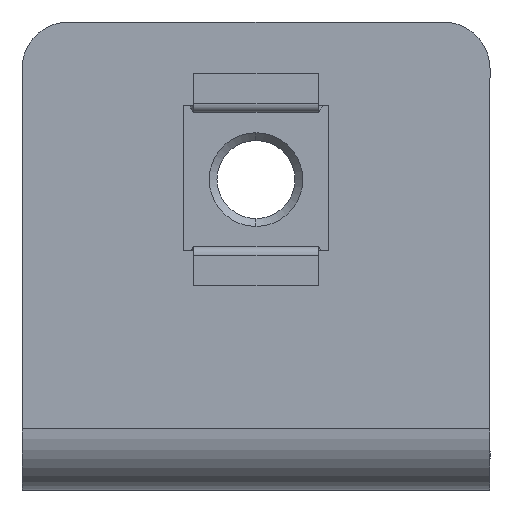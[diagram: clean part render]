
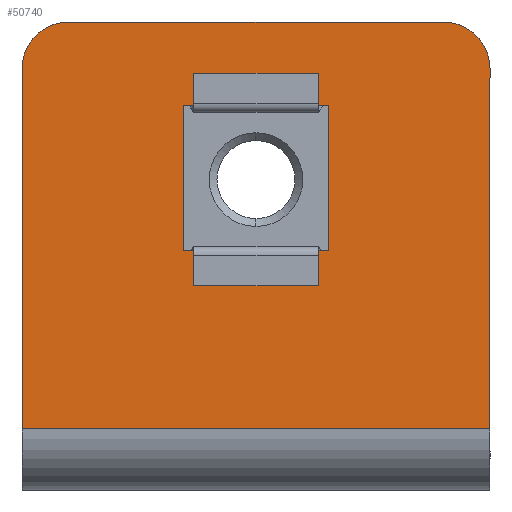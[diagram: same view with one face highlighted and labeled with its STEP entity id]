
A CAD part, front view. The second image highlights one B-rep face of the part: STEP entity #50740.
In plain terms, the highlighted face is planar.
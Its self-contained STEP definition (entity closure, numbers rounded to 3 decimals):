
#48660=CARTESIAN_POINT('',(5.,35.,1.42));
#48670=VERTEX_POINT('',#48660);
#48700=CARTESIAN_POINT('',(5.,35.,-33.5));
#48710=DIRECTION('',(0.,0.,-1.));
#48720=VECTOR('',#48710,1.);
#48730=LINE('',#48700,#48720);
#48740=CARTESIAN_POINT('',(5.,35.,24.5));
#48750=VERTEX_POINT('',#48740);
#48760=EDGE_CURVE('',#48750,#48670,#48730,.T.);
#48920=CARTESIAN_POINT('',(8.,35.,24.5));
#48930=DIRECTION('',(0.,-1.,0.));
#48940=DIRECTION('',(0.,0.,1.));
#48950=AXIS2_PLACEMENT_3D('',#48920,#48930,#48940);
#48960=CIRCLE('',#48950,3.);
#48970=CARTESIAN_POINT('',(8.,35.,27.5));
#48980=VERTEX_POINT('',#48970);
#48990=EDGE_CURVE('',#48980,#48750,#48960,.T.);
#49220=CARTESIAN_POINT('',(35.,35.,24.5));
#49230=VERTEX_POINT('',#49220);
#49260=CARTESIAN_POINT('',(35.,35.,1.5));
#49270=DIRECTION('',(0.,0.,1.));
#49280=VECTOR('',#49270,1.);
#49290=LINE('',#49260,#49280);
#49300=CARTESIAN_POINT('',(35.,35.,1.42));
#49310=VERTEX_POINT('',#49300);
#49320=EDGE_CURVE('',#49310,#49230,#49290,.T.);
#49620=CARTESIAN_POINT('',(35.,35.,27.5));
#49630=DIRECTION('',(-1.,0.,0.));
#49640=VECTOR('',#49630,1.);
#49650=LINE('',#49620,#49640);
#49660=CARTESIAN_POINT('',(32.,35.,27.5));
#49670=VERTEX_POINT('',#49660);
#49680=EDGE_CURVE('',#49670,#48980,#49650,.T.);
#50100=CARTESIAN_POINT('',(0.,35.,1.42));
#50110=DIRECTION('',(-1.,0.,0.));
#50120=VECTOR('',#50110,1.);
#50130=LINE('',#50100,#50120);
#50140=EDGE_CURVE('',#49310,#48670,#50130,.T.);
#50210=CARTESIAN_POINT('',(35.,35.,1.5));
#50220=DIRECTION('',(0.,1.,0.));
#50230=DIRECTION('',(-1.,0.,0.));
#50240=AXIS2_PLACEMENT_3D('',#50210,#50220,#50230);
#50250=PLANE('',#50240);
#50260=ORIENTED_EDGE('',*,*,#49320,.F.);
#50270=CARTESIAN_POINT('',(32.,35.,24.5));
#50280=DIRECTION('',(0.,1.,0.));
#50290=DIRECTION('',(0.,0.,-1.));
#50300=AXIS2_PLACEMENT_3D('',#50270,#50280,#50290);
#50310=CIRCLE('',#50300,3.);
#50320=EDGE_CURVE('',#49670,#49230,#50310,.T.);
#50330=ORIENTED_EDGE('',*,*,#50320,.T.);
#50340=ORIENTED_EDGE('',*,*,#49680,.F.);
#50350=ORIENTED_EDGE('',*,*,#48990,.F.);
#50360=ORIENTED_EDGE('',*,*,#48760,.F.);
#50370=ORIENTED_EDGE('',*,*,#50140,.T.);
#50380=EDGE_LOOP('',(#50370,#50360,#50350,#50340,#50330,#50260));
#50390=FACE_OUTER_BOUND('',#50380,.T.);
#50400=CARTESIAN_POINT('',(0.,35.,22.15));
#50410=DIRECTION('',(-1.,0.,0.));
#50420=VECTOR('',#50410,1.);
#50430=LINE('',#50400,#50420);
#50440=CARTESIAN_POINT('',(24.65,35.,22.15));
#50450=VERTEX_POINT('',#50440);
#50460=CARTESIAN_POINT('',(15.35,35.,22.15));
#50470=VERTEX_POINT('',#50460);
#50480=EDGE_CURVE('',#50450,#50470,#50430,.T.);
#50490=ORIENTED_EDGE('',*,*,#50480,.T.);
#50500=CARTESIAN_POINT('',(24.65,35.,0.));
#50510=DIRECTION('',(0.,0.,1.));
#50520=VECTOR('',#50510,1.);
#50530=LINE('',#50500,#50520);
#50540=CARTESIAN_POINT('',(24.65,35.,12.85));
#50550=VERTEX_POINT('',#50540);
#50560=EDGE_CURVE('',#50550,#50450,#50530,.T.);
#50570=ORIENTED_EDGE('',*,*,#50560,.T.);
#50580=CARTESIAN_POINT('',(0.,35.,12.85));
#50590=DIRECTION('',(1.,0.,0.));
#50600=VECTOR('',#50590,1.);
#50610=LINE('',#50580,#50600);
#50620=CARTESIAN_POINT('',(15.35,35.,12.85));
#50630=VERTEX_POINT('',#50620);
#50640=EDGE_CURVE('',#50630,#50550,#50610,.T.);
#50650=ORIENTED_EDGE('',*,*,#50640,.T.);
#50660=CARTESIAN_POINT('',(15.35,35.,0.));
#50670=DIRECTION('',(0.,0.,-1.));
#50680=VECTOR('',#50670,1.);
#50690=LINE('',#50660,#50680);
#50700=EDGE_CURVE('',#50470,#50630,#50690,.T.);
#50710=ORIENTED_EDGE('',*,*,#50700,.T.);
#50720=EDGE_LOOP('',(#50710,#50650,#50570,#50490));
#50730=FACE_BOUND('',#50720,.T.);
#50740=ADVANCED_FACE('',(#50390,#50730),#50250,.T.);
